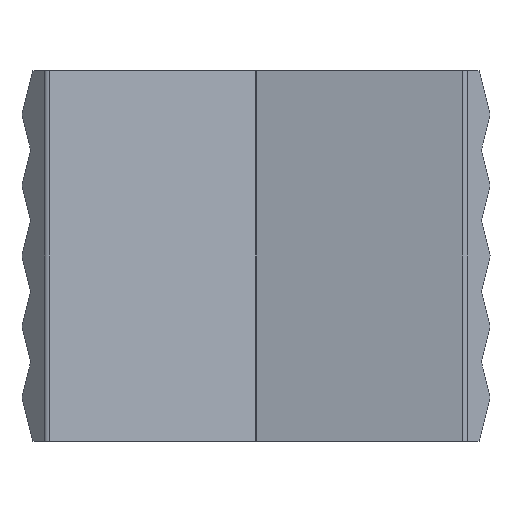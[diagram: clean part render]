
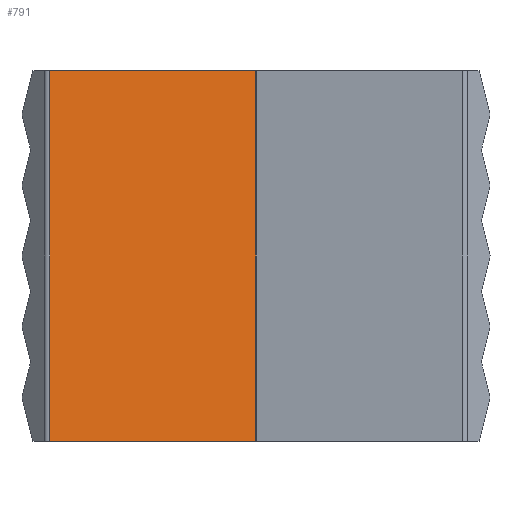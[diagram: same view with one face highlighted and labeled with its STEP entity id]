
A CAD part, front view. The second image highlights one B-rep face of the part: STEP entity #791.
In plain terms, the highlighted planar face has unit normal (0.174, -0.985, 0).
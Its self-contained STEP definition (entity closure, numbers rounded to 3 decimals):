
#29 = VERTEX_POINT ( 'NONE', #1223 ) ;
#60 = DIRECTION ( 'NONE',  ( 0.985, 0.174, 0. ) ) ;
#132 = PLANE ( 'NONE',  #466 ) ;
#179 = DIRECTION ( 'NONE',  ( -0.985, -0.174, 0. ) ) ;
#183 = CARTESIAN_POINT ( 'NONE',  ( -59.179, 0., 105. ) ) ;
#197 = VERTEX_POINT ( 'NONE', #523 ) ;
#230 = CARTESIAN_POINT ( 'NONE',  ( -0.139, 10.41, 105. ) ) ;
#357 = DIRECTION ( 'NONE',  ( -0.985, -0.174, 0. ) ) ;
#365 = DIRECTION ( 'NONE',  ( 0.174, -0.985, 0. ) ) ;
#426 = ORIENTED_EDGE ( 'NONE', *, *, #1055, .F. ) ;
#436 = ORIENTED_EDGE ( 'NONE', *, *, #1072, .T. ) ;
#461 = CARTESIAN_POINT ( 'NONE',  ( -58.359, 0.145, 0. ) ) ;
#466 = AXIS2_PLACEMENT_3D ( 'NONE', #468, #365, #60 ) ;
#468 = CARTESIAN_POINT ( 'NONE',  ( -59.179, 0., 105. ) ) ;
#512 = EDGE_CURVE ( 'NONE', #197, #793, #1069, .T. ) ;
#523 = CARTESIAN_POINT ( 'NONE',  ( -0.139, 10.41, 105. ) ) ;
#531 = DIRECTION ( 'NONE',  ( 0., 0., -1. ) ) ;
#543 = ORIENTED_EDGE ( 'NONE', *, *, #843, .T. ) ;
#553 = CARTESIAN_POINT ( 'NONE',  ( -58.359, 0.145, 105. ) ) ;
#571 = EDGE_LOOP ( 'NONE', ( #426, #1237, #436, #543 ) ) ;
#642 = CARTESIAN_POINT ( 'NONE',  ( -0.139, 10.41, 0. ) ) ;
#670 = VERTEX_POINT ( 'NONE', #461 ) ;
#743 = VECTOR ( 'NONE', #357, 1000. ) ;
#744 = CARTESIAN_POINT ( 'NONE',  ( -59.179, 0., 0. ) ) ;
#760 = LINE ( 'NONE', #183, #743 ) ;
#764 = VECTOR ( 'NONE', #179, 1000. ) ;
#778 = LINE ( 'NONE', #744, #764 ) ;
#791 = ADVANCED_FACE ( 'NONE', ( #973 ), #132, .T. ) ;
#793 = VERTEX_POINT ( 'NONE', #642 ) ;
#843 = EDGE_CURVE ( 'NONE', #29, #670, #948, .T. ) ;
#923 = VECTOR ( 'NONE', #1077, 1000. ) ;
#948 = LINE ( 'NONE', #553, #923 ) ;
#973 = FACE_OUTER_BOUND ( 'NONE', #571, .T. ) ;
#1047 = VECTOR ( 'NONE', #531, 1000. ) ;
#1055 = EDGE_CURVE ( 'NONE', #793, #670, #778, .T. ) ;
#1069 = LINE ( 'NONE', #230, #1047 ) ;
#1072 = EDGE_CURVE ( 'NONE', #197, #29, #760, .T. ) ;
#1077 = DIRECTION ( 'NONE',  ( 0., 0., -1. ) ) ;
#1223 = CARTESIAN_POINT ( 'NONE',  ( -58.359, 0.145, 105. ) ) ;
#1237 = ORIENTED_EDGE ( 'NONE', *, *, #512, .F. ) ;
